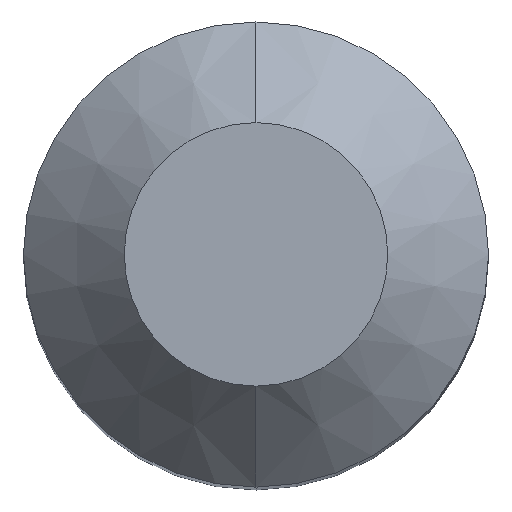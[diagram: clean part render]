
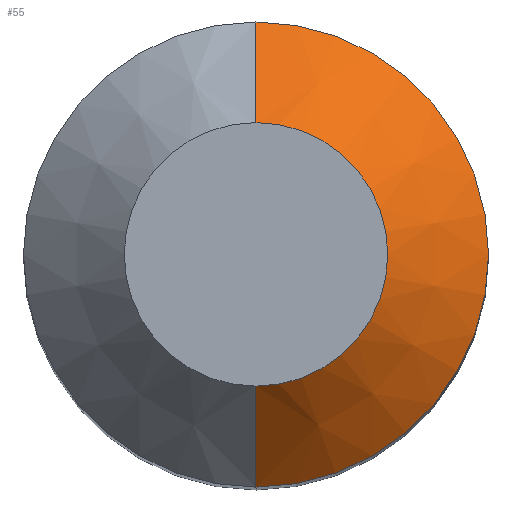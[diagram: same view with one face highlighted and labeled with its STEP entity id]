
A CAD part, top view. The second image highlights one B-rep face of the part: STEP entity #55.
In plain terms, the highlighted conical face has half-angle 45 degrees and reference radius 4.7 mm.
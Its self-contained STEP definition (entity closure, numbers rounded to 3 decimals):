
#55=ADVANCED_FACE('',(#123),#124,.T.);
#123=FACE_OUTER_BOUND('',#202,.T.);
#124=CONICAL_SURFACE('',#203,4.7,0.785);
#202=EDGE_LOOP('',(#283,#284,#285,#286));
#203=AXIS2_PLACEMENT_3D('',#287,#288,#289);
#283=ORIENTED_EDGE('',*,*,#412,.F.);
#284=ORIENTED_EDGE('',*,*,#413,.T.);
#285=ORIENTED_EDGE('',*,*,#414,.F.);
#286=ORIENTED_EDGE('',*,*,#409,.F.);
#287=CARTESIAN_POINT('',(0.,0.0,43.7));
#288=DIRECTION('',(0.,-0.0,-1.0));
#289=DIRECTION('',(0.0,1.0,0.0));
#409=EDGE_CURVE('',#477,#479,#480,.T.);
#412=EDGE_CURVE('',#483,#477,#484,.T.);
#413=EDGE_CURVE('',#483,#485,#486,.T.);
#414=EDGE_CURVE('',#479,#485,#487,.T.);
#477=VERTEX_POINT('',#547);
#479=VERTEX_POINT('',#550);
#480=CIRCLE('',#551,6.0);
#483=VERTEX_POINT('',#555);
#484=LINE('',#556,#557);
#485=VERTEX_POINT('',#558);
#486=CIRCLE('',#559,3.4);
#487=LINE('',#560,#561);
#547=CARTESIAN_POINT('',(0.,6.0,42.4));
#550=CARTESIAN_POINT('',(0.,-6.0,42.4));
#551=AXIS2_PLACEMENT_3D('',#613,#614,#615);
#555=CARTESIAN_POINT('',(0.,3.4,45.0));
#556=CARTESIAN_POINT('',(0.,4.7,43.7));
#557=VECTOR('',#617,1.0);
#558=CARTESIAN_POINT('',(0.,-3.4,45.0));
#559=AXIS2_PLACEMENT_3D('',#618,#619,#620);
#560=CARTESIAN_POINT('',(0.,-4.7,43.7));
#561=VECTOR('',#621,1.0);
#613=CARTESIAN_POINT('',(0.,0.0,42.4));
#614=DIRECTION('',(0.,0.0,-1.0));
#615=DIRECTION('',(0.0,1.0,0.0));
#617=DIRECTION('',(0.,0.707,-0.707));
#618=CARTESIAN_POINT('',(0.,0.0,45.0));
#619=DIRECTION('',(0.,0.0,-1.0));
#620=DIRECTION('',(0.0,1.0,0.0));
#621=DIRECTION('',(0.,0.707,0.707));
